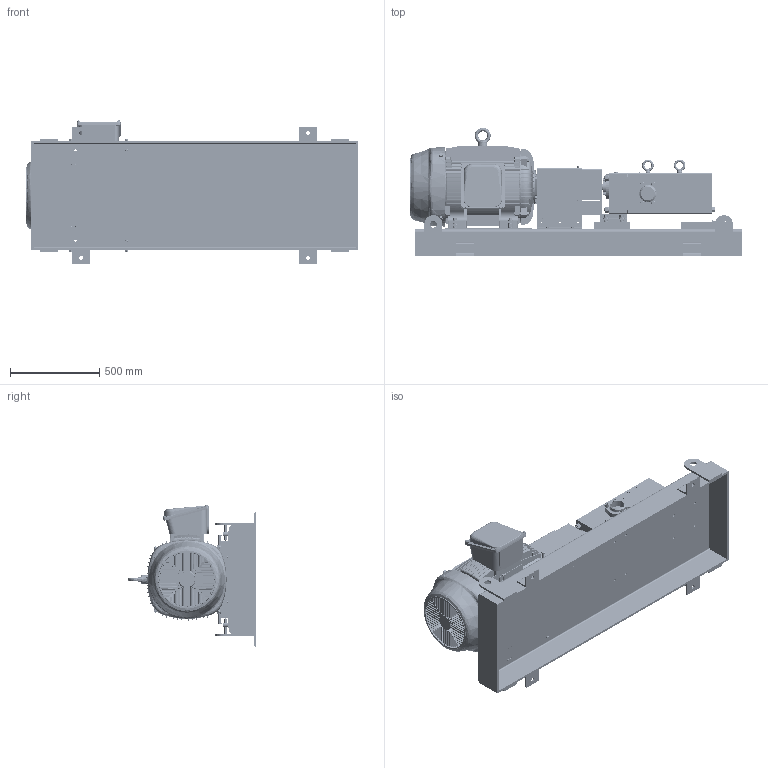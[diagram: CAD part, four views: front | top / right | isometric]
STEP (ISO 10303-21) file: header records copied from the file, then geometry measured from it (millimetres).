
FILE_DESCRIPTION (( 'STEP AP214' ), '1' );
FILE_NAME ('GPV-1455-020-U.STEP', '2019-10-10T16:28:09', ( '' ), ( '' ), 'SwSTEP 2.0', 'SolidWorks 2018', '' );
FILE_SCHEMA (( 'AUTOMOTIVE_DESIGN' ));
Length unit declared in the file: inch
Products named in the file (1): GPV-1455-020-U
Bounding box: 1858.28 x 718.34 x 801.13 mm (x, y, z)
Volume: 174372428.1 mm3; surface area: 10312141 mm2
Topology: 136 solids, 136 shells, 8862 faces, 22606 edges, 14385 vertices
Faces by surface type: plane 4358, cylinder 2259, cone 1173, bspline 955, torus 107, sphere 10
Entity records: 379747 total; most frequent: CARTESIAN_POINT 142335, ORIENTED_EDGE 45118, DIRECTION 40237, EDGE_CURVE 22559, VERTEX_POINT 14380, AXIS2_PLACEMENT_3D 13929, VECTOR 12379, LINE 12379
